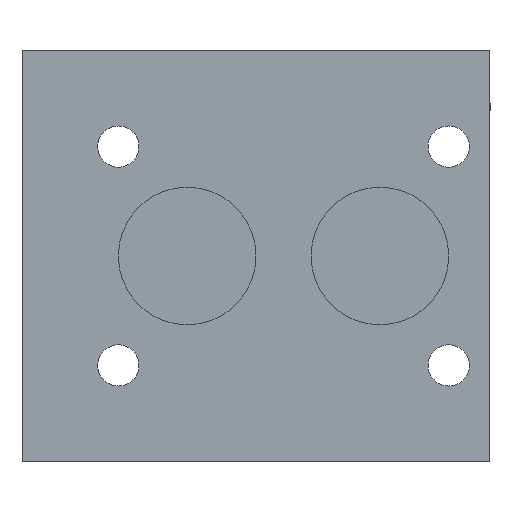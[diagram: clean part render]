
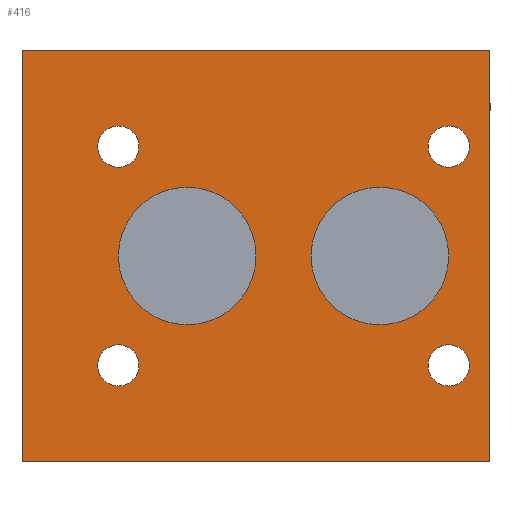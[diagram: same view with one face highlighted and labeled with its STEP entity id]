
A CAD part, left-side view. The second image highlights one B-rep face of the part: STEP entity #416.
In plain terms, the highlighted planar face has unit normal (-1, 0, 0).
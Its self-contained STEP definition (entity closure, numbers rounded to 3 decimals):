
#19=FACE_BOUND('',#91,.T.);
#20=FACE_BOUND('',#92,.T.);
#21=FACE_BOUND('',#93,.T.);
#22=FACE_BOUND('',#94,.T.);
#23=FACE_BOUND('',#95,.T.);
#24=FACE_BOUND('',#96,.T.);
#25=CIRCLE('',#453,1.5);
#27=CIRCLE('',#456,1.5);
#29=CIRCLE('',#459,1.5);
#31=CIRCLE('',#462,1.5);
#35=CIRCLE('',#470,5.);
#36=CIRCLE('',#472,5.);
#64=FACE_OUTER_BOUND('',#90,.T.);
#90=EDGE_LOOP('',(#369,#370,#371,#372));
#91=EDGE_LOOP('',(#373));
#92=EDGE_LOOP('',(#374));
#93=EDGE_LOOP('',(#375));
#94=EDGE_LOOP('',(#376));
#95=EDGE_LOOP('',(#377));
#96=EDGE_LOOP('',(#378));
#122=LINE('',#639,#164);
#127=LINE('',#648,#169);
#130=LINE('',#655,#172);
#132=LINE('',#658,#174);
#164=VECTOR('',#515,10.);
#169=VECTOR('',#524,10.);
#172=VECTOR('',#531,10.);
#174=VECTOR('',#535,10.);
#199=VERTEX_POINT('',#636);
#200=VERTEX_POINT('',#638);
#202=VERTEX_POINT('',#646);
#204=VERTEX_POINT('',#654);
#205=VERTEX_POINT('',#660);
#207=VERTEX_POINT('',#666);
#209=VERTEX_POINT('',#672);
#211=VERTEX_POINT('',#678);
#215=VERTEX_POINT('',#691);
#216=VERTEX_POINT('',#695);
#242=EDGE_CURVE('',#200,#199,#122,.T.);
#247=EDGE_CURVE('',#202,#199,#127,.T.);
#250=EDGE_CURVE('',#200,#204,#130,.T.);
#252=EDGE_CURVE('',#202,#204,#132,.T.);
#253=EDGE_CURVE('',#205,#205,#25,.T.);
#256=EDGE_CURVE('',#207,#207,#27,.T.);
#259=EDGE_CURVE('',#209,#209,#29,.T.);
#262=EDGE_CURVE('',#211,#211,#31,.T.);
#268=EDGE_CURVE('',#215,#215,#35,.T.);
#270=EDGE_CURVE('',#216,#216,#36,.T.);
#369=ORIENTED_EDGE('',*,*,#242,.T.);
#370=ORIENTED_EDGE('',*,*,#247,.F.);
#371=ORIENTED_EDGE('',*,*,#252,.T.);
#372=ORIENTED_EDGE('',*,*,#250,.F.);
#373=ORIENTED_EDGE('',*,*,#253,.T.);
#374=ORIENTED_EDGE('',*,*,#256,.T.);
#375=ORIENTED_EDGE('',*,*,#259,.T.);
#376=ORIENTED_EDGE('',*,*,#262,.T.);
#377=ORIENTED_EDGE('',*,*,#270,.F.);
#378=ORIENTED_EDGE('',*,*,#268,.F.);
#394=PLANE('',#473);
#416=ADVANCED_FACE('',(#64,#19,#20,#21,#22,#23,#24),#394,.F.);
#453=AXIS2_PLACEMENT_3D('',#661,#538,#539);
#456=AXIS2_PLACEMENT_3D('',#667,#545,#546);
#459=AXIS2_PLACEMENT_3D('',#673,#552,#553);
#462=AXIS2_PLACEMENT_3D('',#679,#559,#560);
#470=AXIS2_PLACEMENT_3D('',#693,#577,#578);
#472=AXIS2_PLACEMENT_3D('',#697,#582,#583);
#473=AXIS2_PLACEMENT_3D('',#698,#584,#585);
#515=DIRECTION('',(0.,0.,1.));
#524=DIRECTION('',(0.,-1.,0.));
#531=DIRECTION('',(0.,1.,0.));
#535=DIRECTION('',(0.,0.,-1.));
#538=DIRECTION('center_axis',(1.,0.,0.));
#539=DIRECTION('ref_axis',(0.,0.,1.));
#545=DIRECTION('center_axis',(1.,0.,0.));
#546=DIRECTION('ref_axis',(0.,0.,1.));
#552=DIRECTION('center_axis',(1.,0.,0.));
#553=DIRECTION('ref_axis',(0.,0.,1.));
#559=DIRECTION('center_axis',(1.,0.,0.));
#560=DIRECTION('ref_axis',(0.,0.,1.));
#577=DIRECTION('center_axis',(-1.,0.,0.));
#578=DIRECTION('ref_axis',(0.,-1.,0.));
#582=DIRECTION('center_axis',(-1.,0.,0.));
#583=DIRECTION('ref_axis',(0.,-1.,0.));
#584=DIRECTION('center_axis',(1.,0.,0.));
#585=DIRECTION('ref_axis',(0.,0.,-1.));
#636=CARTESIAN_POINT('',(0.,-15.,14.95));
#638=CARTESIAN_POINT('',(0.,-15.,-14.95));
#639=CARTESIAN_POINT('',(0.,-15.,10.95));
#646=CARTESIAN_POINT('',(0.,19.,14.95));
#648=CARTESIAN_POINT('',(0.,19.,14.95));
#654=CARTESIAN_POINT('',(0.,19.,-14.95));
#655=CARTESIAN_POINT('',(0.,-15.,-14.95));
#658=CARTESIAN_POINT('',(0.,19.,-10.95));
#660=CARTESIAN_POINT('',(0.,12.,-9.45));
#661=CARTESIAN_POINT('Origin',(0.,12.,-7.95));
#666=CARTESIAN_POINT('',(0.,-12.,-9.45));
#667=CARTESIAN_POINT('Origin',(0.,-12.,-7.95));
#672=CARTESIAN_POINT('',(0.,12.,6.45));
#673=CARTESIAN_POINT('Origin',(0.,12.,7.95));
#678=CARTESIAN_POINT('',(0.,-12.,6.45));
#679=CARTESIAN_POINT('Origin',(0.,-12.,7.95));
#691=CARTESIAN_POINT('',(0.,-2.,0.));
#693=CARTESIAN_POINT('Origin',(0.,-7.,0.));
#695=CARTESIAN_POINT('',(0.,12.,0.));
#697=CARTESIAN_POINT('Origin',(0.,7.,0.));
#698=CARTESIAN_POINT('Origin',(0.,0.,0.));
